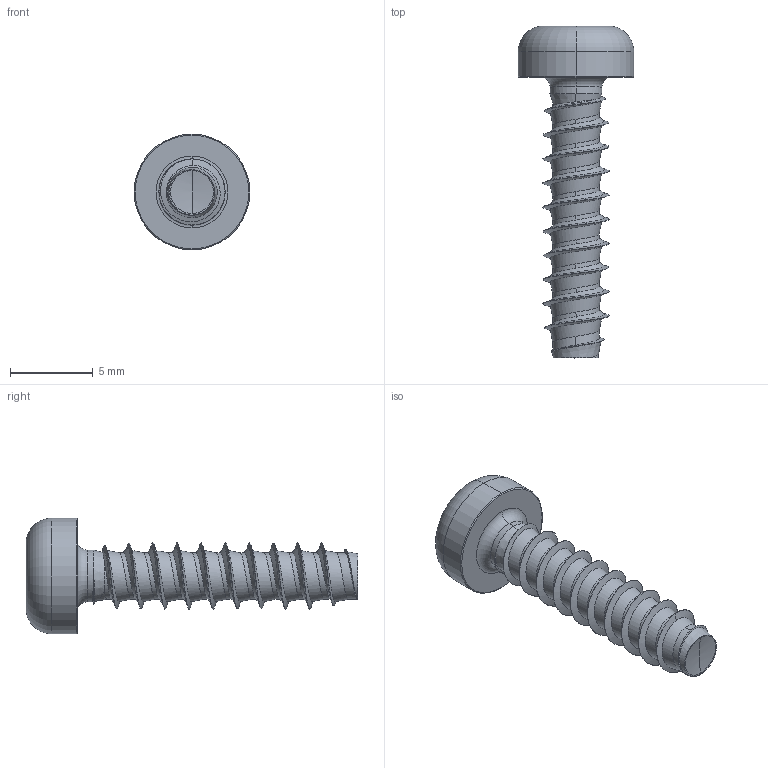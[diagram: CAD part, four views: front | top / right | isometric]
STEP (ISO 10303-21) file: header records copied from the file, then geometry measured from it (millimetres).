
FILE_DESCRIPTION (( 'STEP AP203' ), '1' );
FILE_NAME ('STP390400170.STEP', '2019-05-15T19:30:46', ( '' ), ( '' ), 'SwSTEP 2.0', 'SolidWorks 2015', '' );
FILE_SCHEMA (( 'CONFIG_CONTROL_DESIGN' ));
Length unit declared in the file: millimetre
Products named in the file (2): STP390400170
Bounding box: 7 x 20.09 x 7 mm (x, y, z)
Volume: 214.5 mm3; surface area: 391.9 mm2
Topology: 1 solids, 1 shells, 101 faces, 253 edges, 154 vertices
Faces by surface type: cylinder 46, bspline 35, cone 10, torus 6, sphere 2, plane 2
Entity records: 21832 total; most frequent: CARTESIAN_POINT 19666, ORIENTED_EDGE 502, DIRECTION 308, EDGE_CURVE 251, VERTEX_POINT 154, AXIS2_PLACEMENT_3D 124, B_SPLINE_CURVE_WITH_KNOTS 113, EDGE_LOOP 103
